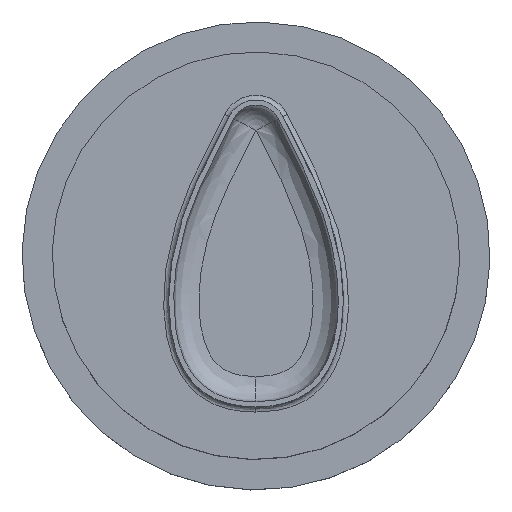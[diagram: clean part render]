
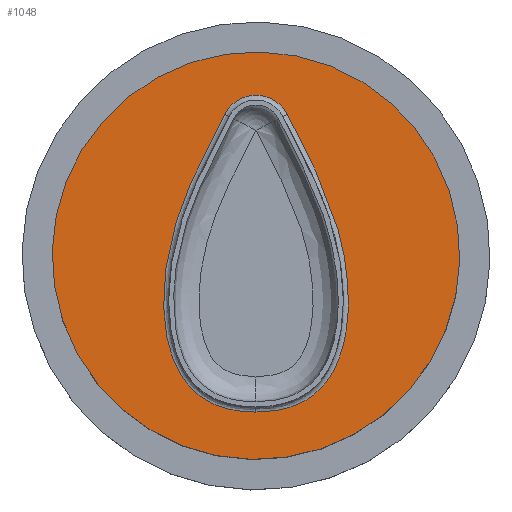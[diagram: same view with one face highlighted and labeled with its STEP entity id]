
A CAD part, top view. The second image highlights one B-rep face of the part: STEP entity #1048.
In plain terms, the highlighted planar face has unit normal (0, 0, 1).
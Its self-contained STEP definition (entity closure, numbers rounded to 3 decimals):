
#127=CARTESIAN_POINT('Vertex',(-17.727,-9.684,-12.)) ;
#130=CARTESIAN_POINT('Axis2P3D Location',(0.,0.,-12.)) ;
#134=CARTESIAN_POINT('Vertex',(17.727,9.684,-12.)) ;
#149=CARTESIAN_POINT('Axis2P3D Location',(0.,0.,-12.)) ;
#953=CARTESIAN_POINT('Axis2P3D Location',(0.,0.,-12.)) ;
#962=CARTESIAN_POINT('Axis2P3D Location',(0.,12.41,-12.)) ;
#966=CARTESIAN_POINT('Vertex',(3.109,14.017,-12.)) ;
#968=CARTESIAN_POINT('Vertex',(-3.109,14.017,-12.)) ;
#972=CARTESIAN_POINT('Control Point',(0.,-15.5,-12.)) ;
#973=CARTESIAN_POINT('Control Point',(0.66,-15.501,-12.)) ;
#974=CARTESIAN_POINT('Control Point',(1.31,-15.465,-12.)) ;
#975=CARTESIAN_POINT('Control Point',(1.945,-15.388,-12.)) ;
#976=CARTESIAN_POINT('Control Point',(3.105,-15.154,-12.)) ;
#977=CARTESIAN_POINT('Control Point',(4.177,-14.744,-12.)) ;
#978=CARTESIAN_POINT('Control Point',(4.656,-14.512,-12.)) ;
#979=CARTESIAN_POINT('Control Point',(5.429,-14.045,-12.)) ;
#980=CARTESIAN_POINT('Control Point',(6.112,-13.467,-12.)) ;
#981=CARTESIAN_POINT('Control Point',(6.379,-13.208,-12.)) ;
#982=CARTESIAN_POINT('Control Point',(7.156,-12.354,-12.)) ;
#983=CARTESIAN_POINT('Control Point',(7.767,-11.357,-12.)) ;
#984=CARTESIAN_POINT('Control Point',(8.107,-10.631,-12.)) ;
#985=CARTESIAN_POINT('Control Point',(8.721,-8.931,-12.)) ;
#986=CARTESIAN_POINT('Control Point',(9.041,-7.109,-12.)) ;
#987=CARTESIAN_POINT('Control Point',(9.142,-6.082,-12.)) ;
#988=CARTESIAN_POINT('Control Point',(9.201,-4.417,-12.)) ;
#989=CARTESIAN_POINT('Control Point',(9.109,-2.756,-12.)) ;
#990=CARTESIAN_POINT('Control Point',(9.054,-2.129,-12.)) ;
#991=CARTESIAN_POINT('Control Point',(8.899,-0.817,-12.)) ;
#992=CARTESIAN_POINT('Control Point',(8.665,0.473,-12.)) ;
#993=CARTESIAN_POINT('Control Point',(8.522,1.142,-12.)) ;
#994=CARTESIAN_POINT('Control Point',(8.189,2.503,-12.)) ;
#995=CARTESIAN_POINT('Control Point',(7.783,3.825,-12.)) ;
#996=CARTESIAN_POINT('Control Point',(7.556,4.494,-12.)) ;
#997=CARTESIAN_POINT('Control Point',(7.049,5.873,-12.)) ;
#998=CARTESIAN_POINT('Control Point',(6.483,7.209,-12.)) ;
#999=CARTESIAN_POINT('Control Point',(6.174,7.898,-12.)) ;
#1000=CARTESIAN_POINT('Control Point',(5.657,9.001,-12.)) ;
#1001=CARTESIAN_POINT('Control Point',(5.119,10.091,-12.)) ;
#1002=CARTESIAN_POINT('Control Point',(4.911,10.507,-12.)) ;
#1003=CARTESIAN_POINT('Control Point',(4.49,11.34,-12.)) ;
#1004=CARTESIAN_POINT('Control Point',(4.063,12.171,-12.)) ;
#1005=CARTESIAN_POINT('Control Point',(3.849,12.587,-12.)) ;
#1006=CARTESIAN_POINT('Control Point',(3.572,13.122,-12.)) ;
#1007=CARTESIAN_POINT('Control Point',(3.294,13.659,-12.)) ;
#1008=CARTESIAN_POINT('Control Point',(3.233,13.778,-12.)) ;
#1009=CARTESIAN_POINT('Control Point',(3.171,13.898,-12.)) ;
#1010=CARTESIAN_POINT('Control Point',(3.109,14.017,-12.)) ;
#1011=CARTESIAN_POINT('Vertex',(0.,-15.5,-12.)) ;
#1015=CARTESIAN_POINT('Control Point',(-3.109,14.017,-12.)) ;
#1016=CARTESIAN_POINT('Control Point',(-3.387,13.48,-12.)) ;
#1017=CARTESIAN_POINT('Control Point',(-3.663,12.945,-12.)) ;
#1018=CARTESIAN_POINT('Control Point',(-3.939,12.412,-12.)) ;
#1019=CARTESIAN_POINT('Control Point',(-4.9,10.544,-12.)) ;
#1020=CARTESIAN_POINT('Control Point',(-5.831,8.672,-12.)) ;
#1021=CARTESIAN_POINT('Control Point',(-6.467,7.32,-12.)) ;
#1022=CARTESIAN_POINT('Control Point',(-7.563,4.68,-12.)) ;
#1023=CARTESIAN_POINT('Control Point',(-8.389,1.86,-12.)) ;
#1024=CARTESIAN_POINT('Control Point',(-8.701,0.501,-12.)) ;
#1025=CARTESIAN_POINT('Control Point',(-9.143,-2.199,-12.)) ;
#1026=CARTESIAN_POINT('Control Point',(-9.217,-4.959,-12.)) ;
#1027=CARTESIAN_POINT('Control Point',(-9.155,-6.295,-12.)) ;
#1028=CARTESIAN_POINT('Control Point',(-8.885,-8.298,-12.)) ;
#1029=CARTESIAN_POINT('Control Point',(-8.277,-10.169,-12.)) ;
#1030=CARTESIAN_POINT('Control Point',(-8.024,-10.791,-12.)) ;
#1031=CARTESIAN_POINT('Control Point',(-7.472,-11.873,-12.)) ;
#1032=CARTESIAN_POINT('Control Point',(-6.748,-12.826,-12.)) ;
#1033=CARTESIAN_POINT('Control Point',(-6.385,-13.225,-12.)) ;
#1034=CARTESIAN_POINT('Control Point',(-5.525,-14.005,-12.)) ;
#1035=CARTESIAN_POINT('Control Point',(-4.514,-14.599,-12.)) ;
#1036=CARTESIAN_POINT('Control Point',(-3.935,-14.858,-12.)) ;
#1037=CARTESIAN_POINT('Control Point',(-2.832,-15.226,-12.)) ;
#1038=CARTESIAN_POINT('Control Point',(-1.65,-15.421,-12.)) ;
#1039=CARTESIAN_POINT('Control Point',(-1.109,-15.475,-12.)) ;
#1040=CARTESIAN_POINT('Control Point',(-0.559,-15.501,-12.)) ;
#1041=CARTESIAN_POINT('Control Point',(0.,-15.5,-12.)) ;
#131=DIRECTION('Axis2P3D Direction',(0.,0.,1.)) ;
#150=DIRECTION('Axis2P3D Direction',(0.,0.,1.)) ;
#954=DIRECTION('Axis2P3D Direction',(0.,0.,1.)) ;
#955=DIRECTION('Axis2P3D XDirection',(1.,0.,0.)) ;
#963=DIRECTION('Axis2P3D Direction',(0.,0.,1.)) ;
#132=AXIS2_PLACEMENT_3D('Circle Axis2P3D',#130,#131,$) ;
#151=AXIS2_PLACEMENT_3D('Circle Axis2P3D',#149,#150,$) ;
#956=AXIS2_PLACEMENT_3D('Plane Axis2P3D',#953,#954,#955) ;
#964=AXIS2_PLACEMENT_3D('Circle Axis2P3D',#962,#963,$) ;
#959=ORIENTED_EDGE('',*,*,#136,.T.) ;
#960=ORIENTED_EDGE('',*,*,#153,.T.) ;
#1044=ORIENTED_EDGE('',*,*,#970,.F.) ;
#1045=ORIENTED_EDGE('',*,*,#1013,.F.) ;
#1046=ORIENTED_EDGE('',*,*,#1042,.F.) ;
#1047=FACE_BOUND('',#1043,.T.) ;
#1048=ADVANCED_FACE('Corps principal',(#961,#1047),#957,.T.) ;
#971=B_SPLINE_CURVE_WITH_KNOTS('',5,(#972,#973,#974,#975,#976,#977,#978,#979,#980,#981,#982,#983,#984,#985,#986,#987,#988,#989,#990,#991,#992,#993,#994,#995,#996,#997,#998,#999,#1000,#1001,#1002,#1003,#1004,#1005,#1006,#1007,#1008,#1009,#1010),.UNSPECIFIED.,.F.,.U.,(6,3,3,3,3,3,3,3,3,3,3,3,6),(36.188,40.397,44.104,46.742,52.298,59.19,63.39,68.035,72.964,78.355,81.709,85.064,86.022),.UNSPECIFIED.) ;
#1014=B_SPLINE_CURVE_WITH_KNOTS('',5,(#1015,#1016,#1017,#1018,#1019,#1020,#1021,#1022,#1023,#1024,#1025,#1026,#1027,#1028,#1029,#1030,#1031,#1032,#1033,#1034,#1035,#1036,#1037,#1038,#1039,#1040,#1041),.UNSPECIFIED.,.F.,.U.,(6,3,3,3,3,3,3,3,6),(8.213,12.512,23.292,32.769,41.628,46.275,50.097,54.495,58.056),.UNSPECIFIED.) ;
#133=CIRCLE('generated circle',#132,20.2) ;
#152=CIRCLE('generated circle',#151,20.2) ;
#965=CIRCLE('generated circle',#964,3.5) ;
#136=EDGE_CURVE('',#135,#128,#133,.T.) ;
#153=EDGE_CURVE('',#128,#135,#152,.T.) ;
#970=EDGE_CURVE('',#967,#969,#965,.T.) ;
#1013=EDGE_CURVE('',#1012,#967,#971,.T.) ;
#1042=EDGE_CURVE('',#969,#1012,#1014,.T.) ;
#958=EDGE_LOOP('',(#959,#960)) ;
#1043=EDGE_LOOP('',(#1044,#1045,#1046)) ;
#961=FACE_OUTER_BOUND('',#958,.T.) ;
#957=PLANE('Plane',#956) ;
#128=VERTEX_POINT('',#127) ;
#135=VERTEX_POINT('',#134) ;
#967=VERTEX_POINT('',#966) ;
#969=VERTEX_POINT('',#968) ;
#1012=VERTEX_POINT('',#1011) ;
